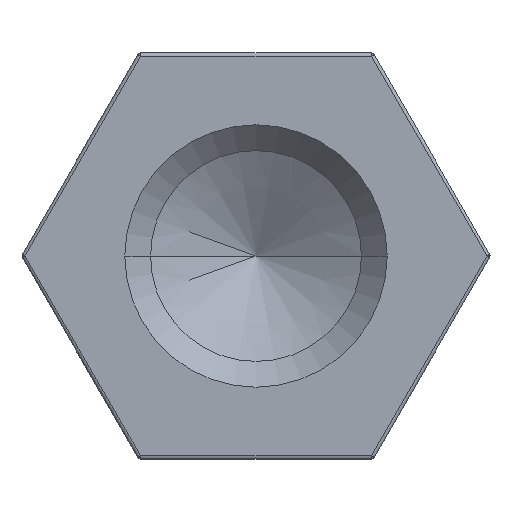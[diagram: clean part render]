
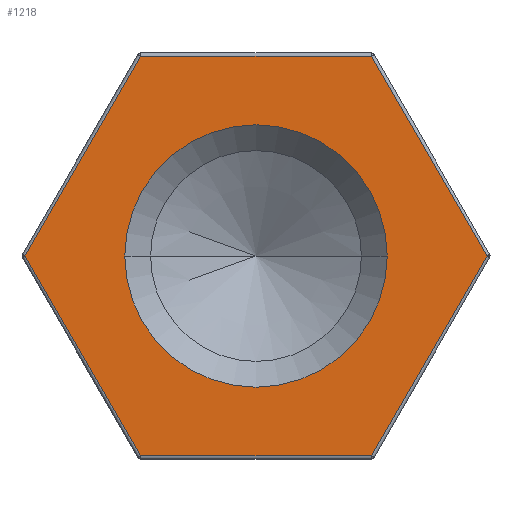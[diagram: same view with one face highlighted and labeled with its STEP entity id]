
A CAD part, left-side view. The second image highlights one B-rep face of the part: STEP entity #1218.
In plain terms, the highlighted planar face has unit normal (-1, 0, 0).
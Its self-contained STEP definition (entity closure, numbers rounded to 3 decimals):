
#25 = LINE ( 'NONE', #1080, #1045 ) ;
#98 = AXIS2_PLACEMENT_3D ( 'NONE', #1129, #1128, #1141 ) ;
#103 = CARTESIAN_POINT ( 'NONE',  ( 0., 4.2, 0. ) ) ;
#109 = VERTEX_POINT ( 'NONE', #493 ) ;
#121 = CARTESIAN_POINT ( 'NONE',  ( 0., -3.695, 6.4 ) ) ;
#134 = AXIS2_PLACEMENT_3D ( 'NONE', #572, #416, #406 ) ;
#138 = EDGE_CURVE ( 'NONE', #978, #770, #810, .T. ) ;
#185 = EDGE_CURVE ( 'NONE', #288, #1307, #25, .T. ) ;
#187 = EDGE_CURVE ( 'NONE', #770, #978, #921, .T. ) ;
#222 = EDGE_CURVE ( 'NONE', #374, #288, #994, .T. ) ;
#226 = EDGE_CURVE ( 'NONE', #988, #374, #763, .T. ) ;
#228 = EDGE_CURVE ( 'NONE', #847, #988, #1330, .T. ) ;
#229 = EDGE_CURVE ( 'NONE', #109, #847, #977, .T. ) ;
#235 = EDGE_CURVE ( 'NONE', #1307, #109, #1357, .T. ) ;
#288 = VERTEX_POINT ( 'NONE', #806 ) ;
#315 = ORIENTED_EDGE ( 'NONE', *, *, #222, .T. ) ;
#319 = ORIENTED_EDGE ( 'NONE', *, *, #226, .T. ) ;
#355 = ORIENTED_EDGE ( 'NONE', *, *, #187, .T. ) ;
#356 = EDGE_LOOP ( 'NONE', ( #355, #875 ) ) ;
#371 = CARTESIAN_POINT ( 'NONE',  ( 0., 7.39, 0. ) ) ;
#374 = VERTEX_POINT ( 'NONE', #604 ) ;
#390 = VECTOR ( 'NONE', #1156, 1000. ) ;
#406 = DIRECTION ( 'NONE',  ( 0., 1., 0. ) ) ;
#416 = DIRECTION ( 'NONE',  ( 1., 0., 0. ) ) ;
#418 = ORIENTED_EDGE ( 'NONE', *, *, #229, .T. ) ;
#493 = CARTESIAN_POINT ( 'NONE',  ( 0., 3.695, 6.4 ) ) ;
#572 = CARTESIAN_POINT ( 'NONE',  ( 0., 0., 0. ) ) ;
#604 = CARTESIAN_POINT ( 'NONE',  ( 0., -3.695, -6.4 ) ) ;
#679 = DIRECTION ( 'NONE',  ( 0., 1., 0. ) ) ;
#730 = VECTOR ( 'NONE', #915, 1000. ) ;
#763 = LINE ( 'NONE', #949, #1145 ) ;
#770 = VERTEX_POINT ( 'NONE', #103 ) ;
#806 = CARTESIAN_POINT ( 'NONE',  ( 0., -7.39, 0. ) ) ;
#810 = CIRCLE ( 'NONE', #134, 4.2 ) ;
#847 = VERTEX_POINT ( 'NONE', #371 ) ;
#849 = CARTESIAN_POINT ( 'NONE',  ( 0., 0., 0. ) ) ;
#855 = FACE_OUTER_BOUND ( 'NONE', #1226, .T. ) ;
#862 = PLANE ( 'NONE',  #1086 ) ;
#874 = ORIENTED_EDGE ( 'NONE', *, *, #228, .T. ) ;
#875 = ORIENTED_EDGE ( 'NONE', *, *, #138, .T. ) ;
#910 = DIRECTION ( 'NONE',  ( 1., 0., 0. ) ) ;
#911 = DIRECTION ( 'NONE',  ( 0., 0.5, -0.866 ) ) ;
#913 = CARTESIAN_POINT ( 'NONE',  ( 0., -4.2, 0. ) ) ;
#914 = CARTESIAN_POINT ( 'NONE',  ( 0., 5.543, 3.2 ) ) ;
#915 = DIRECTION ( 'NONE',  ( 0., -0.5, -0.866 ) ) ;
#917 = CARTESIAN_POINT ( 'NONE',  ( 0., 0., 6.4 ) ) ;
#921 = CIRCLE ( 'NONE', #98, 4.2 ) ;
#934 = DIRECTION ( 'NONE',  ( 0., 1., 0. ) ) ;
#938 = CARTESIAN_POINT ( 'NONE',  ( 0., -5.543, -3.2 ) ) ;
#943 = CARTESIAN_POINT ( 'NONE',  ( 0., 5.543, -3.2 ) ) ;
#946 = DIRECTION ( 'NONE',  ( 0., -1., 0. ) ) ;
#949 = CARTESIAN_POINT ( 'NONE',  ( 0., 0., -6.4 ) ) ;
#951 = CARTESIAN_POINT ( 'NONE',  ( 0., 3.695, -6.4 ) ) ;
#958 = VECTOR ( 'NONE', #934, 1000. ) ;
#977 = LINE ( 'NONE', #914, #1305 ) ;
#978 = VERTEX_POINT ( 'NONE', #913 ) ;
#988 = VERTEX_POINT ( 'NONE', #951 ) ;
#994 = LINE ( 'NONE', #938, #390 ) ;
#1045 = VECTOR ( 'NONE', #1135, 1000. ) ;
#1048 = ORIENTED_EDGE ( 'NONE', *, *, #235, .T. ) ;
#1080 = CARTESIAN_POINT ( 'NONE',  ( 0., -5.543, 3.2 ) ) ;
#1086 = AXIS2_PLACEMENT_3D ( 'NONE', #849, #910, #679 ) ;
#1128 = DIRECTION ( 'NONE',  ( 1., 0., 0. ) ) ;
#1129 = CARTESIAN_POINT ( 'NONE',  ( 0., 0., 0. ) ) ;
#1135 = DIRECTION ( 'NONE',  ( 0., 0.5, 0.866 ) ) ;
#1141 = DIRECTION ( 'NONE',  ( 0., 1., 0. ) ) ;
#1145 = VECTOR ( 'NONE', #946, 1000. ) ;
#1156 = DIRECTION ( 'NONE',  ( 0., -0.5, 0.866 ) ) ;
#1218 = ADVANCED_FACE ( 'NONE', ( #855, #1408 ), #862, .F. ) ;
#1226 = EDGE_LOOP ( 'NONE', ( #1333, #1048, #418, #874, #319, #315 ) ) ;
#1305 = VECTOR ( 'NONE', #911, 1000. ) ;
#1307 = VERTEX_POINT ( 'NONE', #121 ) ;
#1330 = LINE ( 'NONE', #943, #730 ) ;
#1333 = ORIENTED_EDGE ( 'NONE', *, *, #185, .T. ) ;
#1357 = LINE ( 'NONE', #917, #958 ) ;
#1408 = FACE_BOUND ( 'NONE', #356, .T. ) ;
